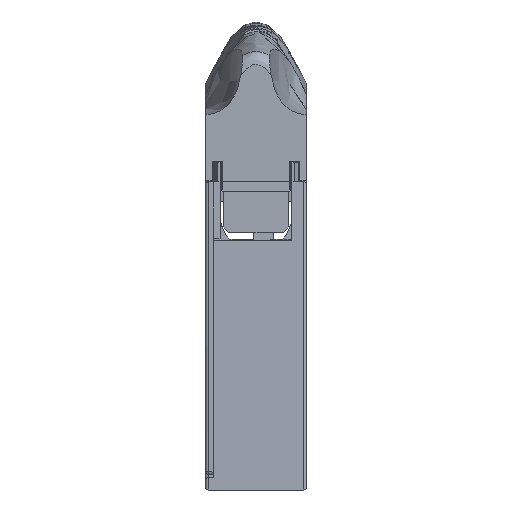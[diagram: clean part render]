
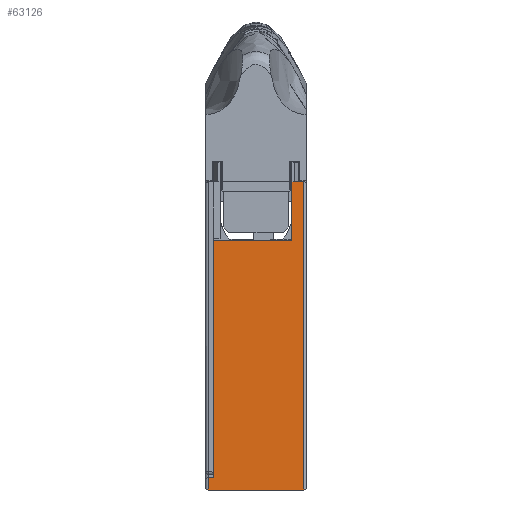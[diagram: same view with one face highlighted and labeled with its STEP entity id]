
A CAD part, left-side view. The second image highlights one B-rep face of the part: STEP entity #63126.
In plain terms, the highlighted planar face has unit normal (-1, -0.009, 0).
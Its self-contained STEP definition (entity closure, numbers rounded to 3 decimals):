
#63096=AXIS2_PLACEMENT_3D('Plane Axis2P3D',#63093,#63094,#63095) ;
#31950=CARTESIAN_POINT('Vertex',(-100.009,9.3,-25.)) ;
#55178=CARTESIAN_POINT('Vertex',(-100.009,9.296,-27.5)) ;
#55181=CARTESIAN_POINT('Line Origine',(-100.009,9.296,2.512)) ;
#55198=CARTESIAN_POINT('Line Origine',(-100.004,8.8,-25.)) ;
#55202=CARTESIAN_POINT('Vertex',(-100.,8.3,-25.)) ;
#55242=CARTESIAN_POINT('Vertex',(-100.,8.3,21.)) ;
#55245=CARTESIAN_POINT('Line Origine',(-99.933,0.65,21.)) ;
#55249=CARTESIAN_POINT('Vertex',(-99.866,-7.,21.)) ;
#56368=CARTESIAN_POINT('Line Origine',(-100.,8.3,-2.)) ;
#56917=CARTESIAN_POINT('Line Origine',(-99.866,-7.,26.762)) ;
#56921=CARTESIAN_POINT('Vertex',(-99.866,-7.,32.524)) ;
#63093=CARTESIAN_POINT('Axis2P3D Location',(-100.,8.3,7.5)) ;
#63098=CARTESIAN_POINT('Line Origine',(-99.928,0.,-27.5)) ;
#63102=CARTESIAN_POINT('Vertex',(-99.846,-9.304,-27.5)) ;
#63105=CARTESIAN_POINT('Line Origine',(-99.846,-9.304,7.5)) ;
#63109=CARTESIAN_POINT('Vertex',(-99.846,-9.304,32.504)) ;
#63113=CARTESIAN_POINT('Control Point',(-99.866,-7.,32.524)) ;
#63114=CARTESIAN_POINT('Control Point',(-99.846,-9.304,32.504)) ;
#55182=DIRECTION('Vector Direction',(0.,0.,1.)) ;
#55199=DIRECTION('Vector Direction',(0.009,-1.,0.)) ;
#55246=DIRECTION('Vector Direction',(0.009,-1.,0.)) ;
#56369=DIRECTION('Vector Direction',(0.,0.,-1.)) ;
#56918=DIRECTION('Vector Direction',(0.,0.,1.)) ;
#63094=DIRECTION('Axis2P3D Direction',(1.,0.009,0.)) ;
#63095=DIRECTION('Axis2P3D XDirection',(0.,0.,-1.)) ;
#63099=DIRECTION('Vector Direction',(-0.009,1.,0.)) ;
#63106=DIRECTION('Vector Direction',(0.,0.,-1.)) ;
#55183=VECTOR('Line Direction',#55182,1.) ;
#55200=VECTOR('Line Direction',#55199,1.) ;
#55247=VECTOR('Line Direction',#55246,1.) ;
#56370=VECTOR('Line Direction',#56369,1.) ;
#56919=VECTOR('Line Direction',#56918,1.) ;
#63100=VECTOR('Line Direction',#63099,1.) ;
#63107=VECTOR('Line Direction',#63106,1.) ;
#63117=ORIENTED_EDGE('',*,*,#55185,.F.) ;
#63118=ORIENTED_EDGE('',*,*,#63104,.F.) ;
#63119=ORIENTED_EDGE('',*,*,#63111,.T.) ;
#63120=ORIENTED_EDGE('',*,*,#63115,.T.) ;
#63121=ORIENTED_EDGE('',*,*,#56923,.F.) ;
#63122=ORIENTED_EDGE('',*,*,#55251,.F.) ;
#63123=ORIENTED_EDGE('',*,*,#56372,.T.) ;
#63124=ORIENTED_EDGE('',*,*,#55204,.F.) ;
#63126=ADVANCED_FACE('Hauptk\X2\00F6\X0\rper',(#63125),#63097,.F.) ;
#63112=B_SPLINE_CURVE_WITH_KNOTS('',1,(#63113,#63114),.UNSPECIFIED.,.F.,.U.,(2,2),(9.021,11.326),.UNSPECIFIED.) ;
#55185=EDGE_CURVE('',#55179,#31951,#55184,.T.) ;
#55204=EDGE_CURVE('',#31951,#55203,#55201,.T.) ;
#55251=EDGE_CURVE('',#55243,#55250,#55248,.T.) ;
#56372=EDGE_CURVE('',#55243,#55203,#56371,.T.) ;
#56923=EDGE_CURVE('',#55250,#56922,#56920,.T.) ;
#63104=EDGE_CURVE('',#63103,#55179,#63101,.T.) ;
#63111=EDGE_CURVE('',#63103,#63110,#63108,.F.) ;
#63115=EDGE_CURVE('',#63110,#56922,#63112,.F.) ;
#63116=EDGE_LOOP('',(#63117,#63118,#63119,#63120,#63121,#63122,#63123,#63124)) ;
#63125=FACE_OUTER_BOUND('',#63116,.T.) ;
#55184=LINE('Line',#55181,#55183) ;
#55201=LINE('Line',#55198,#55200) ;
#55248=LINE('Line',#55245,#55247) ;
#56371=LINE('Line',#56368,#56370) ;
#56920=LINE('Line',#56917,#56919) ;
#63101=LINE('Line',#63098,#63100) ;
#63108=LINE('Line',#63105,#63107) ;
#63097=PLANE('',#63096) ;
#31951=VERTEX_POINT('',#31950) ;
#55179=VERTEX_POINT('',#55178) ;
#55203=VERTEX_POINT('',#55202) ;
#55243=VERTEX_POINT('',#55242) ;
#55250=VERTEX_POINT('',#55249) ;
#56922=VERTEX_POINT('',#56921) ;
#63103=VERTEX_POINT('',#63102) ;
#63110=VERTEX_POINT('',#63109) ;
